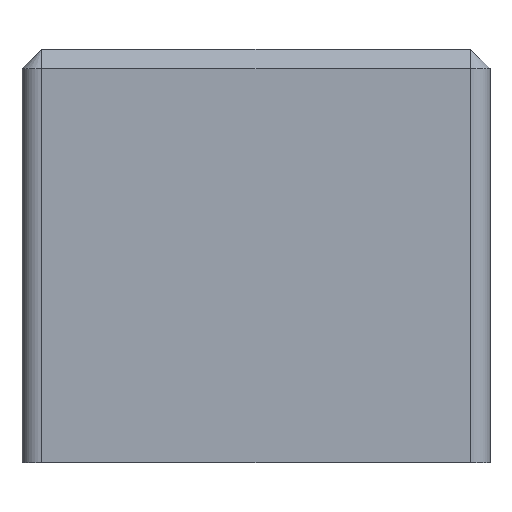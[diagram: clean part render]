
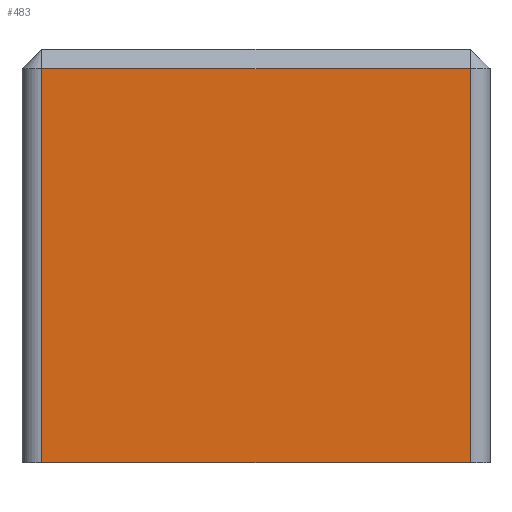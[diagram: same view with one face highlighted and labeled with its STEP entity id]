
A CAD part, left-side view. The second image highlights one B-rep face of the part: STEP entity #483.
In plain terms, the highlighted planar face has unit normal (-1, 0, 0).
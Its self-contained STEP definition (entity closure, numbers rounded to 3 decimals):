
#29=PLANE('',#536);
#56=FACE_OUTER_BOUND('',#86,.T.);
#86=EDGE_LOOP('',(#381,#382,#383,#384));
#123=LINE('',#736,#177);
#128=LINE('',#757,#182);
#129=LINE('',#761,#183);
#130=LINE('',#762,#184);
#177=VECTOR('',#593,10.);
#182=VECTOR('',#622,10.);
#183=VECTOR('',#627,10.);
#184=VECTOR('',#628,10.);
#240=VERTEX_POINT('',#731);
#241=VERTEX_POINT('',#734);
#245=VERTEX_POINT('',#756);
#246=VERTEX_POINT('',#760);
#287=EDGE_CURVE('',#241,#240,#123,.T.);
#297=EDGE_CURVE('',#240,#245,#128,.T.);
#299=EDGE_CURVE('',#246,#241,#129,.T.);
#300=EDGE_CURVE('',#245,#246,#130,.T.);
#381=ORIENTED_EDGE('',*,*,#287,.F.);
#382=ORIENTED_EDGE('',*,*,#299,.F.);
#383=ORIENTED_EDGE('',*,*,#300,.F.);
#384=ORIENTED_EDGE('',*,*,#297,.F.);
#483=ADVANCED_FACE('',(#56),#29,.T.);
#536=AXIS2_PLACEMENT_3D('',#759,#625,#626);
#593=DIRECTION('',(0.,-1.,0.));
#622=DIRECTION('',(0.,0.,-1.));
#625=DIRECTION('center_axis',(-1.,0.,0.));
#626=DIRECTION('ref_axis',(0.,-1.,0.));
#627=DIRECTION('',(0.,0.,1.));
#628=DIRECTION('',(0.,1.,0.));
#731=CARTESIAN_POINT('',(-3.5,-6.,40.));
#734=CARTESIAN_POINT('',(-3.5,37.5,40.));
#736=CARTESIAN_POINT('',(-3.5,27.625,40.));
#756=CARTESIAN_POINT('',(-3.5,-6.,0.));
#757=CARTESIAN_POINT('',(-3.5,-6.,0.));
#759=CARTESIAN_POINT('Origin',(-3.5,39.5,0.));
#760=CARTESIAN_POINT('',(-3.5,37.5,0.));
#761=CARTESIAN_POINT('',(-3.5,37.5,0.));
#762=CARTESIAN_POINT('',(-3.5,-8.,0.));
